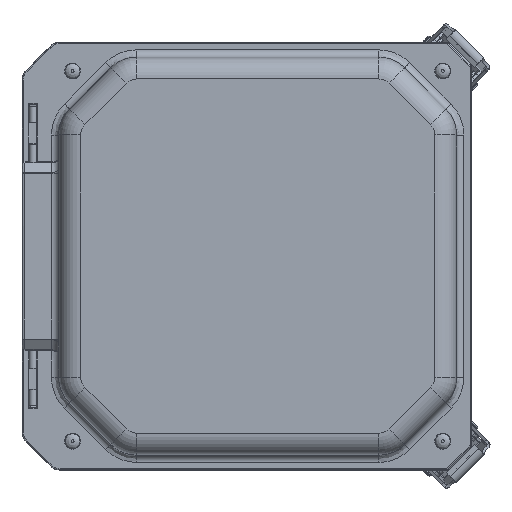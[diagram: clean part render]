
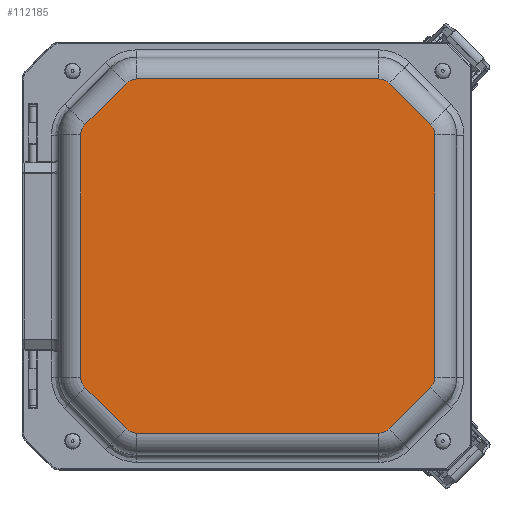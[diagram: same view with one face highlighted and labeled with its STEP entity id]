
A CAD part, top view. The second image highlights one B-rep face of the part: STEP entity #112185.
In plain terms, the highlighted planar face has unit normal (0, 0, 1).
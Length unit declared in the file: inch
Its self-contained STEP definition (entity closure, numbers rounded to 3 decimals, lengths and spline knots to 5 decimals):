
#969 = CIRCLE ( 'NONE', #99056, 0.25386 ) ;
#1225 = LINE ( 'NONE', #11449, #74964 ) ;
#2269 = VECTOR ( 'NONE', #87463, 39.37008 ) ;
#3833 = CARTESIAN_POINT ( 'NONE',  ( 2.27656, -2.994, 4.312 ) ) ;
#5153 = VECTOR ( 'NONE', #77820, 39.37008 ) ;
#5710 = VERTEX_POINT ( 'NONE', #9537 ) ;
#6832 = EDGE_CURVE ( 'NONE', #83865, #6878, #73766, .T. ) ;
#6878 = VERTEX_POINT ( 'NONE', #9494 ) ;
#7218 = CARTESIAN_POINT ( 'NONE',  ( 3.06736, 2.09806, 4.312 ) ) ;
#7571 = ORIENTED_EDGE ( 'NONE', *, *, #44512, .T. ) ;
#7687 = CARTESIAN_POINT ( 'NONE',  ( 2.993, -2.27756, 4.312 ) ) ;
#7922 = CARTESIAN_POINT ( 'NONE',  ( -2.09706, 3.06836, 4.312 ) ) ;
#8497 = DIRECTION ( 'NONE',  ( 0., -1., 0. ) ) ;
#8830 = EDGE_CURVE ( 'NONE', #15024, #83902, #35166, .T. ) ;
#8911 = CARTESIAN_POINT ( 'NONE',  ( -2.09706, -3.06836, 4.312 ) ) ;
#9494 = CARTESIAN_POINT ( 'NONE',  ( 3.06736, -2.09806, 4.312 ) ) ;
#9537 = CARTESIAN_POINT ( 'NONE',  ( -2.27656, -2.994, 4.312 ) ) ;
#10311 = EDGE_CURVE ( 'NONE', #31737, #72018, #1225, .T. ) ;
#10821 = ORIENTED_EDGE ( 'NONE', *, *, #61096, .T. ) ;
#11248 = EDGE_CURVE ( 'NONE', #51096, #70686, #56373, .T. ) ;
#11449 = CARTESIAN_POINT ( 'NONE',  ( 2.993, 2.27756, 4.312 ) ) ;
#11748 = EDGE_CURVE ( 'NONE', #82347, #60397, #117687, .T. ) ;
#12452 = CARTESIAN_POINT ( 'NONE',  ( -2.09706, 2.8145, 4.312 ) ) ;
#14155 = EDGE_CURVE ( 'NONE', #83902, #119292, #83683, .T. ) ;
#15024 = VERTEX_POINT ( 'NONE', #120584 ) ;
#17099 = DIRECTION ( 'NONE',  ( 1., 0., 0. ) ) ;
#17518 = EDGE_LOOP ( 'NONE', ( #45730, #118966, #44940, #7571, #39858, #99190, #56978, #19779, #37526, #35022, #58899, #117679, #61320, #106467, #10821, #26526 ) ) ;
#19370 = LINE ( 'NONE', #60841, #49387 ) ;
#19779 = ORIENTED_EDGE ( 'NONE', *, *, #43955, .T. ) ;
#23698 = CARTESIAN_POINT ( 'NONE',  ( -2.27656, 2.994, 4.312 ) ) ;
#24235 = DIRECTION ( 'NONE',  ( 0., 0., 1. ) ) ;
#25013 = EDGE_CURVE ( 'NONE', #119292, #5710, #63038, .T. ) ;
#26526 = ORIENTED_EDGE ( 'NONE', *, *, #8830, .T. ) ;
#27314 = LINE ( 'NONE', #57910, #99427 ) ;
#29437 = CARTESIAN_POINT ( 'NONE',  ( -2.993, -2.27756, 4.312 ) ) ;
#29505 = AXIS2_PLACEMENT_3D ( 'NONE', #94414, #124163, #95645 ) ;
#29577 = DIRECTION ( 'NONE',  ( 1., 0., 0. ) ) ;
#30706 = FACE_OUTER_BOUND ( 'NONE', #17518, .T. ) ;
#31737 = VERTEX_POINT ( 'NONE', #108574 ) ;
#32587 = DIRECTION ( 'NONE',  ( 0., -1., 0. ) ) ;
#32625 = AXIS2_PLACEMENT_3D ( 'NONE', #77957, #68248, #29577 ) ;
#35022 = ORIENTED_EDGE ( 'NONE', *, *, #10311, .T. ) ;
#35147 = CARTESIAN_POINT ( 'NONE',  ( 2.09706, -2.8145, 4.312 ) ) ;
#35166 = LINE ( 'NONE', #94337, #99795 ) ;
#37526 = ORIENTED_EDGE ( 'NONE', *, *, #70878, .T. ) ;
#39858 = ORIENTED_EDGE ( 'NONE', *, *, #11748, .T. ) ;
#42686 = VERTEX_POINT ( 'NONE', #8911 ) ;
#43955 = EDGE_CURVE ( 'NONE', #6878, #85244, #76207, .T. ) ;
#44512 = EDGE_CURVE ( 'NONE', #42686, #82347, #79034, .T. ) ;
#44940 = ORIENTED_EDGE ( 'NONE', *, *, #88802, .T. ) ;
#45256 = DIRECTION ( 'NONE',  ( 0., -1., 0. ) ) ;
#45517 = CIRCLE ( 'NONE', #101301, 0.25386 ) ;
#45730 = ORIENTED_EDGE ( 'NONE', *, *, #14155, .T. ) ;
#49110 = CARTESIAN_POINT ( 'NONE',  ( 0., -3.06836, 4.312 ) ) ;
#49387 = VECTOR ( 'NONE', #79451, 39.37008 ) ;
#49518 = AXIS2_PLACEMENT_3D ( 'NONE', #35147, #24235, #102367 ) ;
#50183 = CARTESIAN_POINT ( 'NONE',  ( 2.09706, -3.06836, 4.312 ) ) ;
#51096 = VERTEX_POINT ( 'NONE', #53890 ) ;
#53879 = DIRECTION ( 'NONE',  ( 0., -1., 0. ) ) ;
#53890 = CARTESIAN_POINT ( 'NONE',  ( 2.09706, 3.06836, 4.312 ) ) ;
#56373 = LINE ( 'NONE', #68524, #5153 ) ;
#56978 = ORIENTED_EDGE ( 'NONE', *, *, #6832, .T. ) ;
#57303 = EDGE_CURVE ( 'NONE', #70686, #104711, #45517, .T. ) ;
#57910 = CARTESIAN_POINT ( 'NONE',  ( 2.27656, -2.994, 4.312 ) ) ;
#58604 = VECTOR ( 'NONE', #89606, 39.37008 ) ;
#58899 = ORIENTED_EDGE ( 'NONE', *, *, #96395, .T. ) ;
#58935 = CARTESIAN_POINT ( 'NONE',  ( 3.06736, 0., 4.312 ) ) ;
#60397 = VERTEX_POINT ( 'NONE', #3833 ) ;
#60841 = CARTESIAN_POINT ( 'NONE',  ( -2.27656, 2.994, 4.312 ) ) ;
#61096 = EDGE_CURVE ( 'NONE', #88853, #15024, #94677, .T. ) ;
#61320 = ORIENTED_EDGE ( 'NONE', *, *, #57303, .T. ) ;
#63038 = LINE ( 'NONE', #77422, #58604 ) ;
#64085 = EDGE_CURVE ( 'NONE', #104711, #88853, #19370, .T. ) ;
#64617 = DIRECTION ( 'NONE',  ( 1., 0., 0. ) ) ;
#65478 = DIRECTION ( 'NONE',  ( 0., 0., 1. ) ) ;
#65900 = CARTESIAN_POINT ( 'NONE',  ( -2.8135, 2.09806, 4.312 ) ) ;
#66193 = AXIS2_PLACEMENT_3D ( 'NONE', #122165, #84424, #64617 ) ;
#67360 = DIRECTION ( 'NONE',  ( 0., 1., 0. ) ) ;
#67786 = AXIS2_PLACEMENT_3D ( 'NONE', #93682, #65478, #17099 ) ;
#68248 = DIRECTION ( 'NONE',  ( 0., 0., 1. ) ) ;
#68516 = AXIS2_PLACEMENT_3D ( 'NONE', #102202, #83373, #53879 ) ;
#68524 = CARTESIAN_POINT ( 'NONE',  ( 0., 3.06836, 4.312 ) ) ;
#70686 = VERTEX_POINT ( 'NONE', #7922 ) ;
#70878 = EDGE_CURVE ( 'NONE', #85244, #31737, #124763, .T. ) ;
#72018 = VERTEX_POINT ( 'NONE', #86915 ) ;
#73411 = DIRECTION ( 'NONE',  ( 0., -1., 0. ) ) ;
#73766 = CIRCLE ( 'NONE', #66193, 0.25386 ) ;
#74964 = VECTOR ( 'NONE', #86373, 39.37008 ) ;
#76207 = LINE ( 'NONE', #58935, #104722 ) ;
#77422 = CARTESIAN_POINT ( 'NONE',  ( -2.993, -2.27756, 4.312 ) ) ;
#77820 = DIRECTION ( 'NONE',  ( -1., 0., 0. ) ) ;
#77957 = CARTESIAN_POINT ( 'NONE',  ( 0., 0., 4.312 ) ) ;
#79034 = LINE ( 'NONE', #49110, #2269 ) ;
#79451 = DIRECTION ( 'NONE',  ( -0.707, -0.707, 0. ) ) ;
#82215 = CIRCLE ( 'NONE', #68516, 0.25386 ) ;
#82347 = VERTEX_POINT ( 'NONE', #50183 ) ;
#83373 = DIRECTION ( 'NONE',  ( 0., 0., 1. ) ) ;
#83683 = CIRCLE ( 'NONE', #67786, 0.25386 ) ;
#83865 = VERTEX_POINT ( 'NONE', #7687 ) ;
#83902 = VERTEX_POINT ( 'NONE', #124095 ) ;
#84424 = DIRECTION ( 'NONE',  ( 0., 0., 1. ) ) ;
#85244 = VERTEX_POINT ( 'NONE', #7218 ) ;
#85692 = DIRECTION ( 'NONE',  ( 0., 0., 1. ) ) ;
#86373 = DIRECTION ( 'NONE',  ( -0.707, 0.707, 0. ) ) ;
#86915 = CARTESIAN_POINT ( 'NONE',  ( 2.27656, 2.994, 4.312 ) ) ;
#87463 = DIRECTION ( 'NONE',  ( 1., 0., 0. ) ) ;
#88802 = EDGE_CURVE ( 'NONE', #5710, #42686, #969, .T. ) ;
#88853 = VERTEX_POINT ( 'NONE', #114489 ) ;
#89606 = DIRECTION ( 'NONE',  ( 0.707, -0.707, 0. ) ) ;
#93682 = CARTESIAN_POINT ( 'NONE',  ( -2.8135, -2.09806, 4.312 ) ) ;
#94337 = CARTESIAN_POINT ( 'NONE',  ( -3.06736, 0., 4.312 ) ) ;
#94414 = CARTESIAN_POINT ( 'NONE',  ( 2.8135, 2.09806, 4.312 ) ) ;
#94677 = CIRCLE ( 'NONE', #97470, 0.25386 ) ;
#95645 = DIRECTION ( 'NONE',  ( 0., -1., 0. ) ) ;
#96395 = EDGE_CURVE ( 'NONE', #72018, #51096, #82215, .T. ) ;
#97470 = AXIS2_PLACEMENT_3D ( 'NONE', #65900, #85692, #45256 ) ;
#99056 = AXIS2_PLACEMENT_3D ( 'NONE', #121244, #110710, #73411 ) ;
#99190 = ORIENTED_EDGE ( 'NONE', *, *, #115945, .T. ) ;
#99427 = VECTOR ( 'NONE', #123899, 39.37008 ) ;
#99795 = VECTOR ( 'NONE', #8497, 39.37008 ) ;
#101301 = AXIS2_PLACEMENT_3D ( 'NONE', #12452, #119112, #32587 ) ;
#102202 = CARTESIAN_POINT ( 'NONE',  ( 2.09706, 2.8145, 4.312 ) ) ;
#102367 = DIRECTION ( 'NONE',  ( 0., -1., 0. ) ) ;
#104711 = VERTEX_POINT ( 'NONE', #23698 ) ;
#104722 = VECTOR ( 'NONE', #67360, 39.37008 ) ;
#105237 = PLANE ( 'NONE',  #32625 ) ;
#106467 = ORIENTED_EDGE ( 'NONE', *, *, #64085, .T. ) ;
#108574 = CARTESIAN_POINT ( 'NONE',  ( 2.993, 2.27756, 4.312 ) ) ;
#110710 = DIRECTION ( 'NONE',  ( 0., 0., 1. ) ) ;
#112185 = ADVANCED_FACE ( 'NONE', ( #30706 ), #105237, .T. ) ;
#114489 = CARTESIAN_POINT ( 'NONE',  ( -2.993, 2.27756, 4.312 ) ) ;
#115945 = EDGE_CURVE ( 'NONE', #60397, #83865, #27314, .T. ) ;
#117679 = ORIENTED_EDGE ( 'NONE', *, *, #11248, .T. ) ;
#117687 = CIRCLE ( 'NONE', #49518, 0.25386 ) ;
#118966 = ORIENTED_EDGE ( 'NONE', *, *, #25013, .T. ) ;
#119112 = DIRECTION ( 'NONE',  ( 0., 0., 1. ) ) ;
#119292 = VERTEX_POINT ( 'NONE', #29437 ) ;
#120584 = CARTESIAN_POINT ( 'NONE',  ( -3.06736, 2.09806, 4.312 ) ) ;
#121244 = CARTESIAN_POINT ( 'NONE',  ( -2.09706, -2.8145, 4.312 ) ) ;
#122165 = CARTESIAN_POINT ( 'NONE',  ( 2.8135, -2.09806, 4.312 ) ) ;
#123899 = DIRECTION ( 'NONE',  ( 0.707, 0.707, 0. ) ) ;
#124095 = CARTESIAN_POINT ( 'NONE',  ( -3.06736, -2.09806, 4.312 ) ) ;
#124163 = DIRECTION ( 'NONE',  ( 0., 0., 1. ) ) ;
#124763 = CIRCLE ( 'NONE', #29505, 0.25386 ) ;
